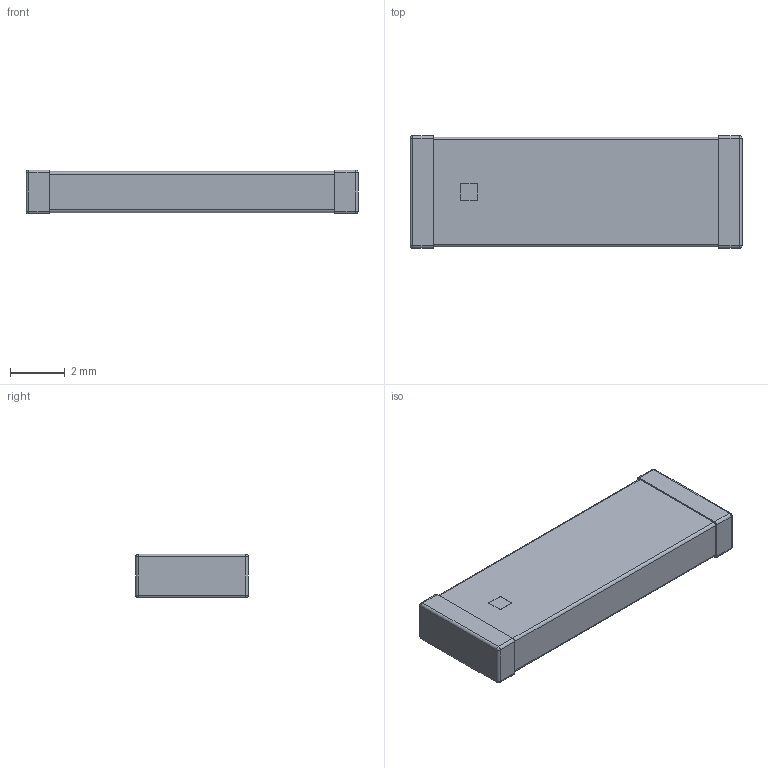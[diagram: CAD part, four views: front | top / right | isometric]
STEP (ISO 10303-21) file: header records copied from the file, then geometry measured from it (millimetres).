
FILE_DESCRIPTION (( 'STEP AP214' ), '1' );
FILE_NAME ('User Library-Yageo ANT1204LL08R0870A Ceramic Chip Antenna.STEP', '2020-07-17T12:08:14', ( '' ), ( '' ), 'SwSTEP 2.0', 'SolidWorks 2020', '' );
FILE_SCHEMA (( 'AUTOMOTIVE_DESIGN' ));
Length unit declared in the file: millimetre
Products named in the file (1): User Library-Yageo ANT1204LL08R0870A Ceramic Chip Antenna
Bounding box: 12.1 x 4.1 x 1.6 mm (x, y, z)
Volume: 73.4 mm3; surface area: 145 mm2
Topology: 1 solids, 1 shells, 49 faces, 116 edges, 64 vertices
Faces by surface type: plane 21, cylinder 20, sphere 8
Entity records: 1529 total; most frequent: DIRECTION 248, CARTESIAN_POINT 222, ORIENTED_EDGE 216, EDGE_CURVE 108, AXIS2_PLACEMENT_3D 90, LINE 68, VECTOR 68, VERTEX_POINT 64
